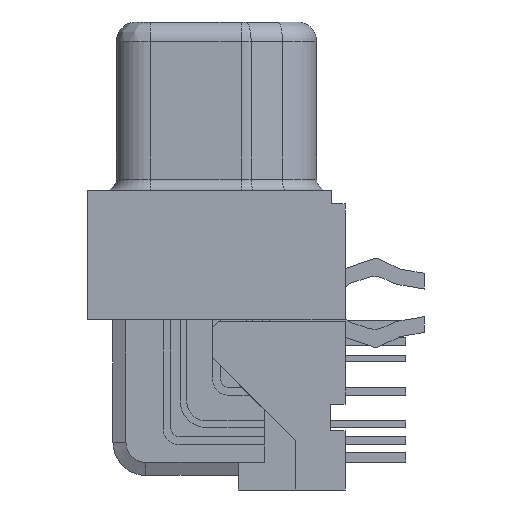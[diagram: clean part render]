
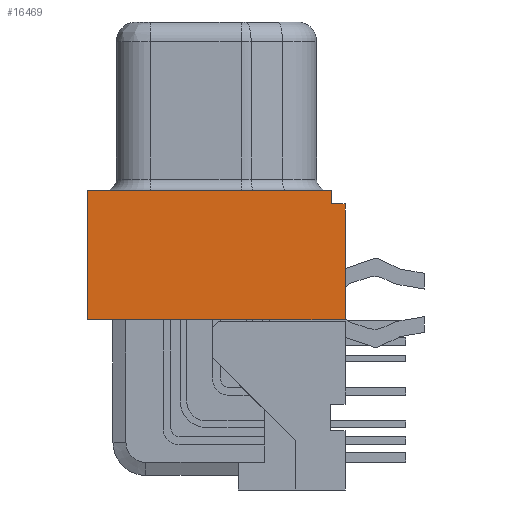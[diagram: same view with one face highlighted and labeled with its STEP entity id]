
A CAD part, left-side view. The second image highlights one B-rep face of the part: STEP entity #16469.
In plain terms, the highlighted planar face has unit normal (-1, 0, 0).
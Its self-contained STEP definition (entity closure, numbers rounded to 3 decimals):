
#41=DIRECTION('',(0.,-1.,0.));
#42=VECTOR('',#41,9.91);
#43=CARTESIAN_POINT('',(-18.415,4.955,-4.46));
#44=LINE('',#43,#42);
#263=DIRECTION('',(0.,0.,1.));
#264=VECTOR('',#263,4.46);
#265=CARTESIAN_POINT('',(-18.415,-4.955,-4.46));
#266=LINE('',#265,#264);
#4666=DIRECTION('',(0.,-1.,0.));
#4667=VECTOR('',#4666,9.4);
#4668=CARTESIAN_POINT('',(-18.415,4.955,0.51));
#4669=LINE('',#4668,#4667);
#4682=DIRECTION('',(0.,1.,0.));
#4683=VECTOR('',#4682,0.51);
#4684=CARTESIAN_POINT('',(-18.415,-4.955,0.));
#4685=LINE('',#4684,#4683);
#4686=DIRECTION('',(0.,0.,-1.));
#4687=VECTOR('',#4686,0.51);
#4688=CARTESIAN_POINT('',(-18.415,-4.445,0.51));
#4689=LINE('',#4688,#4687);
#4702=DIRECTION('',(0.,0.,-1.));
#4703=VECTOR('',#4702,4.97);
#4704=CARTESIAN_POINT('',(-18.415,4.955,0.51));
#4705=LINE('',#4704,#4703);
#8709=CARTESIAN_POINT('',(-18.415,4.955,-4.46));
#8710=CARTESIAN_POINT('',(-18.415,-4.955,-4.46));
#8711=VERTEX_POINT('',#8709);
#8712=VERTEX_POINT('',#8710);
#10902=CARTESIAN_POINT('',(-18.415,4.955,0.51));
#10904=VERTEX_POINT('',#10902);
#10905=CARTESIAN_POINT('',(-18.415,-4.955,0.));
#10906=CARTESIAN_POINT('',(-18.415,-4.445,0.));
#10907=VERTEX_POINT('',#10905);
#10908=VERTEX_POINT('',#10906);
#10909=CARTESIAN_POINT('',(-18.415,-4.445,0.51));
#10910=VERTEX_POINT('',#10909);
#16454=CARTESIAN_POINT('',(-18.415,4.955,0.));
#16455=DIRECTION('',(-1.,0.,0.));
#16456=DIRECTION('',(0.,-1.,0.));
#16457=AXIS2_PLACEMENT_3D('',#16454,#16455,#16456);
#16458=PLANE('',#16457);
#16460=ORIENTED_EDGE('',*,*,#16459,.F.);
#16461=ORIENTED_EDGE('',*,*,#11648,.F.);
#16462=ORIENTED_EDGE('',*,*,#11494,.F.);
#16464=ORIENTED_EDGE('',*,*,#16463,.F.);
#16465=ORIENTED_EDGE('',*,*,#16416,.T.);
#16466=ORIENTED_EDGE('',*,*,#16444,.T.);
#16467=EDGE_LOOP('',(#16460,#16461,#16462,#16464,#16465,#16466));
#16468=FACE_OUTER_BOUND('',#16467,.F.);
#16469=ADVANCED_FACE('',(#16468),#16458,.T.);
#11494=EDGE_CURVE('',#8711,#8712,#44,.T.);
#11648=EDGE_CURVE('',#8712,#10907,#266,.T.);
#16416=EDGE_CURVE('',#10904,#10910,#4669,.T.);
#16444=EDGE_CURVE('',#10910,#10908,#4689,.T.);
#16459=EDGE_CURVE('',#10907,#10908,#4685,.T.);
#16463=EDGE_CURVE('',#10904,#8711,#4705,.T.);
